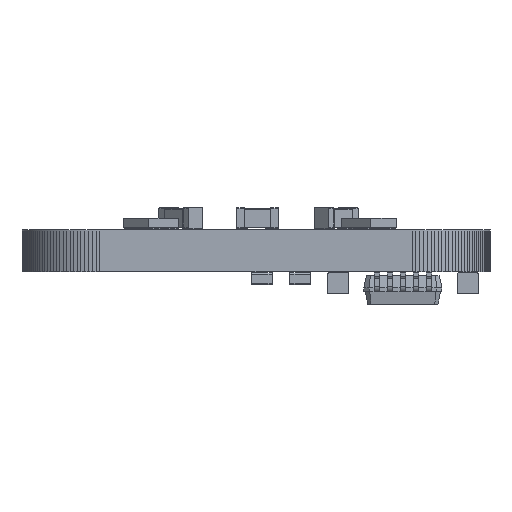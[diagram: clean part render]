
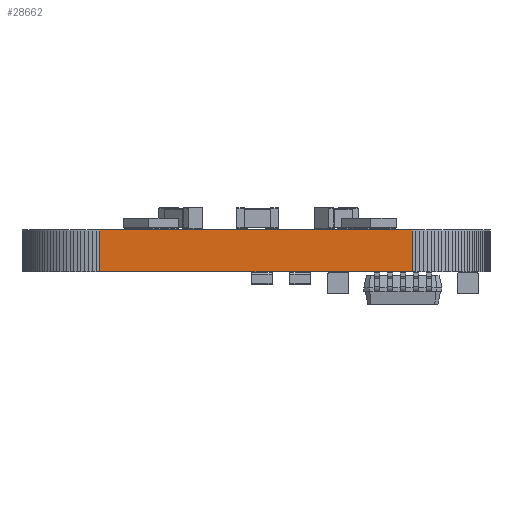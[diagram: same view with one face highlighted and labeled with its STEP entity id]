
A CAD part, front view. The second image highlights one B-rep face of the part: STEP entity #28662.
In plain terms, the highlighted planar face has unit normal (0, -1, 0).
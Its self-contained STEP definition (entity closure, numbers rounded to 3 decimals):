
#20188 = PLANE('',#20189);
#20189 = AXIS2_PLACEMENT_3D('',#20190,#20191,#20192);
#20190 = CARTESIAN_POINT('',(0.,-0.59,1.6));
#20191 = DIRECTION('',(0.,0.,1.));
#20192 = DIRECTION('',(1.,0.,0.));
#20242 = PLANE('',#20243);
#20243 = AXIS2_PLACEMENT_3D('',#20244,#20245,#20246);
#20244 = CARTESIAN_POINT('',(0.,-0.59,0.
    ));
#20245 = DIRECTION('',(0.,0.,1.));
#20246 = DIRECTION('',(1.,0.,0.));
#23067 = VERTEX_POINT('',#23068);
#23068 = CARTESIAN_POINT('',(-6.,-11.499,0.));
#23082 = PLANE('',#23083);
#23083 = AXIS2_PLACEMENT_3D('',#23084,#23085,#23086);
#23084 = CARTESIAN_POINT('',(-6.149,-11.496,0.));
#23085 = DIRECTION('',(0.018,1.,0.));
#23086 = DIRECTION('',(1.,-0.018,0.));
#23094 = EDGE_CURVE('',#23067,#23095,#23097,.T.);
#23095 = VERTEX_POINT('',#23096);
#23096 = CARTESIAN_POINT('',(6.,-11.499,0.));
#23097 = SURFACE_CURVE('',#23098,(#23102,#23109),.PCURVE_S1.);
#23098 = LINE('',#23099,#23100);
#23099 = CARTESIAN_POINT('',(-6.,-11.499,0.));
#23100 = VECTOR('',#23101,1.);
#23101 = DIRECTION('',(1.,0.,0.));
#23102 = PCURVE('',#20242,#23103);
#23103 = DEFINITIONAL_REPRESENTATION('',(#23104),#23108);
#23104 = LINE('',#23105,#23106);
#23105 = CARTESIAN_POINT('',(-6.,-10.908));
#23106 = VECTOR('',#23107,1.);
#23107 = DIRECTION('',(1.,0.));
#23108 = ( GEOMETRIC_REPRESENTATION_CONTEXT(2) 
PARAMETRIC_REPRESENTATION_CONTEXT() REPRESENTATION_CONTEXT('2D SPACE',''
  ) );
#23109 = PCURVE('',#23110,#23115);
#23110 = PLANE('',#23111);
#23111 = AXIS2_PLACEMENT_3D('',#23112,#23113,#23114);
#23112 = CARTESIAN_POINT('',(-6.,-11.499,0.));
#23113 = DIRECTION('',(0.,1.,0.));
#23114 = DIRECTION('',(1.,0.,0.));
#23115 = DEFINITIONAL_REPRESENTATION('',(#23116),#23120);
#23116 = LINE('',#23117,#23118);
#23117 = CARTESIAN_POINT('',(0.,0.));
#23118 = VECTOR('',#23119,1.);
#23119 = DIRECTION('',(1.,0.));
#23120 = ( GEOMETRIC_REPRESENTATION_CONTEXT(2) 
PARAMETRIC_REPRESENTATION_CONTEXT() REPRESENTATION_CONTEXT('2D SPACE',''
  ) );
#23138 = PLANE('',#23139);
#23139 = AXIS2_PLACEMENT_3D('',#23140,#23141,#23142);
#23140 = CARTESIAN_POINT('',(6.,-11.499,0.));
#23141 = DIRECTION('',(-0.018,1.,0.));
#23142 = DIRECTION('',(1.,0.018,0.));
#26206 = VERTEX_POINT('',#26207);
#26207 = CARTESIAN_POINT('',(-6.,-11.499,1.6));
#26228 = EDGE_CURVE('',#26206,#26229,#26231,.T.);
#26229 = VERTEX_POINT('',#26230);
#26230 = CARTESIAN_POINT('',(6.,-11.499,1.6));
#26231 = SURFACE_CURVE('',#26232,(#26236,#26243),.PCURVE_S1.);
#26232 = LINE('',#26233,#26234);
#26233 = CARTESIAN_POINT('',(-6.,-11.499,1.6));
#26234 = VECTOR('',#26235,1.);
#26235 = DIRECTION('',(1.,0.,0.));
#26236 = PCURVE('',#20188,#26237);
#26237 = DEFINITIONAL_REPRESENTATION('',(#26238),#26242);
#26238 = LINE('',#26239,#26240);
#26239 = CARTESIAN_POINT('',(-6.,-10.908));
#26240 = VECTOR('',#26241,1.);
#26241 = DIRECTION('',(1.,0.));
#26242 = ( GEOMETRIC_REPRESENTATION_CONTEXT(2) 
PARAMETRIC_REPRESENTATION_CONTEXT() REPRESENTATION_CONTEXT('2D SPACE',''
  ) );
#26243 = PCURVE('',#23110,#26244);
#26244 = DEFINITIONAL_REPRESENTATION('',(#26245),#26249);
#26245 = LINE('',#26246,#26247);
#26246 = CARTESIAN_POINT('',(0.,-1.6));
#26247 = VECTOR('',#26248,1.);
#26248 = DIRECTION('',(1.,0.));
#26249 = ( GEOMETRIC_REPRESENTATION_CONTEXT(2) 
PARAMETRIC_REPRESENTATION_CONTEXT() REPRESENTATION_CONTEXT('2D SPACE',''
  ) );
#28612 = EDGE_CURVE('',#23095,#26229,#28613,.T.);
#28613 = SURFACE_CURVE('',#28614,(#28618,#28625),.PCURVE_S1.);
#28614 = LINE('',#28615,#28616);
#28615 = CARTESIAN_POINT('',(6.,-11.499,0.));
#28616 = VECTOR('',#28617,1.);
#28617 = DIRECTION('',(0.,0.,1.));
#28618 = PCURVE('',#23138,#28619);
#28619 = DEFINITIONAL_REPRESENTATION('',(#28620),#28624);
#28620 = LINE('',#28621,#28622);
#28621 = CARTESIAN_POINT('',(0.,0.));
#28622 = VECTOR('',#28623,1.);
#28623 = DIRECTION('',(0.,-1.));
#28624 = ( GEOMETRIC_REPRESENTATION_CONTEXT(2) 
PARAMETRIC_REPRESENTATION_CONTEXT() REPRESENTATION_CONTEXT('2D SPACE',''
  ) );
#28625 = PCURVE('',#23110,#28626);
#28626 = DEFINITIONAL_REPRESENTATION('',(#28627),#28631);
#28627 = LINE('',#28628,#28629);
#28628 = CARTESIAN_POINT('',(12.,0.));
#28629 = VECTOR('',#28630,1.);
#28630 = DIRECTION('',(0.,-1.));
#28631 = ( GEOMETRIC_REPRESENTATION_CONTEXT(2) 
PARAMETRIC_REPRESENTATION_CONTEXT() REPRESENTATION_CONTEXT('2D SPACE',''
  ) );
#28662 = ADVANCED_FACE('',(#28663),#23110,.F.);
#28663 = FACE_BOUND('',#28664,.F.);
#28664 = EDGE_LOOP('',(#28665,#28686,#28687,#28688));
#28665 = ORIENTED_EDGE('',*,*,#28666,.T.);
#28666 = EDGE_CURVE('',#23067,#26206,#28667,.T.);
#28667 = SURFACE_CURVE('',#28668,(#28672,#28679),.PCURVE_S1.);
#28668 = LINE('',#28669,#28670);
#28669 = CARTESIAN_POINT('',(-6.,-11.499,0.));
#28670 = VECTOR('',#28671,1.);
#28671 = DIRECTION('',(0.,0.,1.));
#28672 = PCURVE('',#23110,#28673);
#28673 = DEFINITIONAL_REPRESENTATION('',(#28674),#28678);
#28674 = LINE('',#28675,#28676);
#28675 = CARTESIAN_POINT('',(0.,0.));
#28676 = VECTOR('',#28677,1.);
#28677 = DIRECTION('',(0.,-1.));
#28678 = ( GEOMETRIC_REPRESENTATION_CONTEXT(2) 
PARAMETRIC_REPRESENTATION_CONTEXT() REPRESENTATION_CONTEXT('2D SPACE',''
  ) );
#28679 = PCURVE('',#23082,#28680);
#28680 = DEFINITIONAL_REPRESENTATION('',(#28681),#28685);
#28681 = LINE('',#28682,#28683);
#28682 = CARTESIAN_POINT('',(0.149,0.));
#28683 = VECTOR('',#28684,1.);
#28684 = DIRECTION('',(0.,-1.));
#28685 = ( GEOMETRIC_REPRESENTATION_CONTEXT(2) 
PARAMETRIC_REPRESENTATION_CONTEXT() REPRESENTATION_CONTEXT('2D SPACE',''
  ) );
#28686 = ORIENTED_EDGE('',*,*,#26228,.T.);
#28687 = ORIENTED_EDGE('',*,*,#28612,.F.);
#28688 = ORIENTED_EDGE('',*,*,#23094,.F.);
